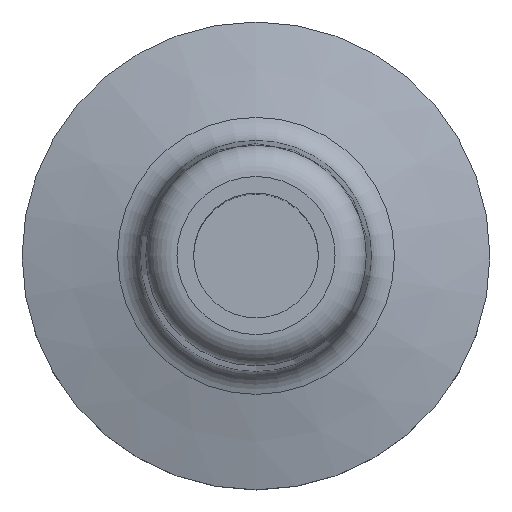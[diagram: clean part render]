
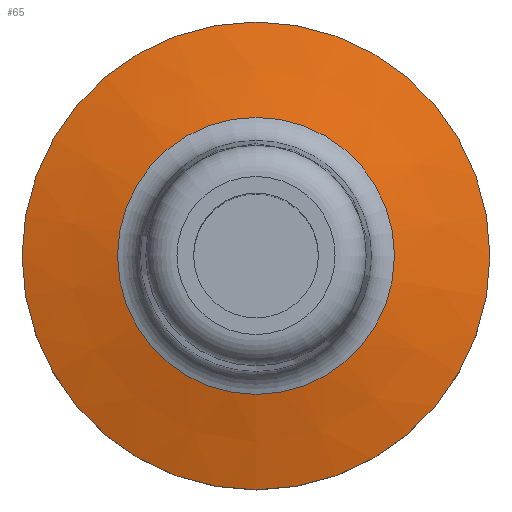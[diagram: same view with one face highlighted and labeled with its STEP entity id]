
A CAD part, top view. The second image highlights one B-rep face of the part: STEP entity #65.
In plain terms, the highlighted conical face has half-angle 75 degrees and reference radius 7.45 mm.
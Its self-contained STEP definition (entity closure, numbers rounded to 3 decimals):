
#49=CONICAL_SURFACE('',#234,7.45,75.);
#65=ADVANCED_FACE('',(#96,#97),#49,.T.);
#96=FACE_BOUND('',#125,.T.);
#97=FACE_BOUND('',#126,.T.);
#125=EDGE_LOOP('',(#155));
#126=EDGE_LOOP('',(#156));
#155=ORIENTED_EDGE('',*,*,#190,.T.);
#156=ORIENTED_EDGE('',*,*,#191,.F.);
#175=VERTEX_POINT('',#339);
#176=VERTEX_POINT('',#342);
#190=EDGE_CURVE('',#175,#175,#205,.T.);
#191=EDGE_CURVE('',#176,#176,#206,.T.);
#205=CIRCLE('',#231,8.88);
#206=CIRCLE('',#233,15.);
#231=AXIS2_PLACEMENT_3D('',#338,#285,#286);
#233=AXIS2_PLACEMENT_3D('',#341,#289,#290);
#234=AXIS2_PLACEMENT_3D('',#343,#291,#292);
#285=DIRECTION('',(0.,0.,-1.));
#286=DIRECTION('',(0.,1.,0.));
#289=DIRECTION('',(0.,0.,-1.));
#290=DIRECTION('',(0.,1.,0.));
#291=DIRECTION('',(0.,0.,-1.));
#292=DIRECTION('',(0.,1.,0.));
#338=CARTESIAN_POINT('',(0.,0.,6.64));
#339=CARTESIAN_POINT('',(0.,8.88,6.64));
#341=CARTESIAN_POINT('',(0.,0.,5.));
#342=CARTESIAN_POINT('',(0.,15.,5.));
#343=CARTESIAN_POINT('',(0.,0.,7.023));
